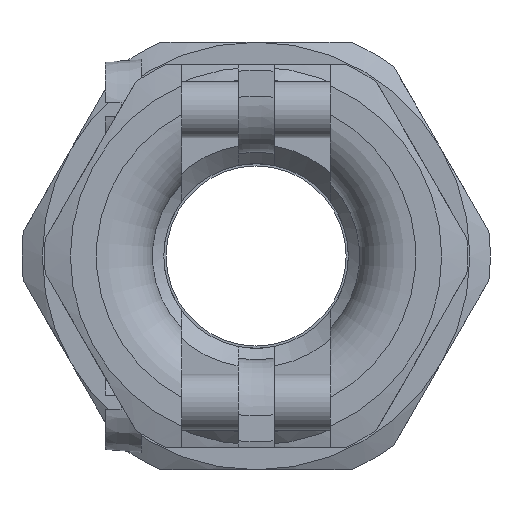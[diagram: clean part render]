
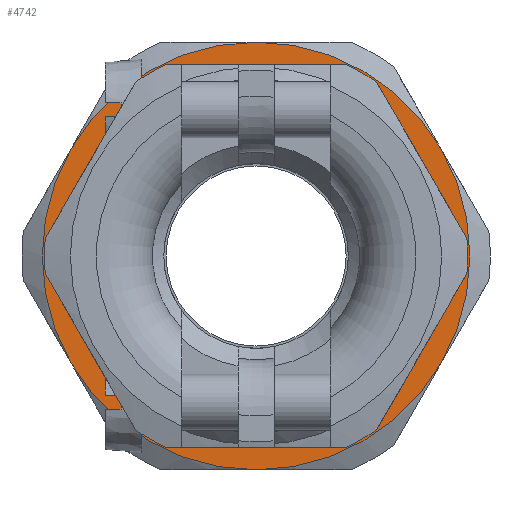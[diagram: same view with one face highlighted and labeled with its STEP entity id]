
A CAD part, left-side view. The second image highlights one B-rep face of the part: STEP entity #4742.
In plain terms, the highlighted planar face has unit normal (-1, 0, 0).
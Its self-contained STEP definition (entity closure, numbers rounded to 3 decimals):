
#831=PLANE('',#5117);
#987=FACE_BOUND('',#1399,.T.);
#1089=FACE_OUTER_BOUND('',#1398,.T.);
#1398=EDGE_LOOP('',(#3336,#3337,#3338,#3339,#3340,#3341));
#1399=EDGE_LOOP('',(#3342));
#1734=CIRCLE('',#5066,7.6);
#1742=CIRCLE('',#5083,9.5);
#1744=CIRCLE('',#5086,9.5);
#1746=CIRCLE('',#5089,9.5);
#1748=CIRCLE('',#5092,9.5);
#1750=CIRCLE('',#5095,9.5);
#1753=CIRCLE('',#5104,9.5);
#2027=VERTEX_POINT('',#7194);
#2029=VERTEX_POINT('',#7199);
#2034=VERTEX_POINT('',#7216);
#2039=VERTEX_POINT('',#7233);
#2044=VERTEX_POINT('',#7250);
#2049=VERTEX_POINT('',#7267);
#2054=VERTEX_POINT('',#7284);
#2517=EDGE_CURVE('',#2027,#2027,#1734,.T.);
#2555=EDGE_CURVE('',#2049,#2054,#1742,.T.);
#2557=EDGE_CURVE('',#2044,#2049,#1744,.T.);
#2559=EDGE_CURVE('',#2039,#2044,#1746,.T.);
#2561=EDGE_CURVE('',#2034,#2039,#1748,.T.);
#2563=EDGE_CURVE('',#2029,#2034,#1750,.T.);
#2566=EDGE_CURVE('',#2054,#2029,#1753,.T.);
#3336=ORIENTED_EDGE('',*,*,#2559,.F.);
#3337=ORIENTED_EDGE('',*,*,#2561,.F.);
#3338=ORIENTED_EDGE('',*,*,#2563,.F.);
#3339=ORIENTED_EDGE('',*,*,#2566,.F.);
#3340=ORIENTED_EDGE('',*,*,#2555,.F.);
#3341=ORIENTED_EDGE('',*,*,#2557,.F.);
#3342=ORIENTED_EDGE('',*,*,#2517,.T.);
#4742=ADVANCED_FACE('',(#1089,#987),#831,.T.);
#5066=AXIS2_PLACEMENT_3D('',#7195,#5694,#5695);
#5083=AXIS2_PLACEMENT_3D('',#7309,#5740,#5741);
#5086=AXIS2_PLACEMENT_3D('',#7312,#5746,#5747);
#5089=AXIS2_PLACEMENT_3D('',#7315,#5752,#5753);
#5092=AXIS2_PLACEMENT_3D('',#7318,#5758,#5759);
#5095=AXIS2_PLACEMENT_3D('',#7321,#5764,#5765);
#5104=AXIS2_PLACEMENT_3D('',#7330,#5782,#5783);
#5117=AXIS2_PLACEMENT_3D('',#7348,#5808,#5809);
#5694=DIRECTION('center_axis',(1.,0.,0.));
#5695=DIRECTION('ref_axis',(0.,1.,0.));
#5740=DIRECTION('center_axis',(1.,0.,0.));
#5741=DIRECTION('ref_axis',(0.,0.,-1.));
#5746=DIRECTION('center_axis',(1.,0.,0.));
#5747=DIRECTION('ref_axis',(0.,0.,-1.));
#5752=DIRECTION('center_axis',(1.,0.,0.));
#5753=DIRECTION('ref_axis',(0.,0.,-1.));
#5758=DIRECTION('center_axis',(1.,0.,0.));
#5759=DIRECTION('ref_axis',(0.,0.,-1.));
#5764=DIRECTION('center_axis',(1.,0.,0.));
#5765=DIRECTION('ref_axis',(0.,0.,-1.));
#5782=DIRECTION('center_axis',(1.,0.,0.));
#5783=DIRECTION('ref_axis',(0.,0.,-1.));
#5808=DIRECTION('center_axis',(-1.,0.,0.));
#5809=DIRECTION('ref_axis',(0.,0.,1.));
#7194=CARTESIAN_POINT('',(-9.2,7.6,0.));
#7195=CARTESIAN_POINT('Origin',(-9.2,0.,0.));
#7199=CARTESIAN_POINT('',(-9.2,-8.227,-4.75));
#7216=CARTESIAN_POINT('',(-9.2,0.,-9.5));
#7233=CARTESIAN_POINT('',(-9.2,8.227,-4.75));
#7250=CARTESIAN_POINT('',(-9.2,8.227,4.75));
#7267=CARTESIAN_POINT('',(-9.2,0.,9.5));
#7284=CARTESIAN_POINT('',(-9.2,-8.227,4.75));
#7309=CARTESIAN_POINT('Origin',(-9.2,0.,0.));
#7312=CARTESIAN_POINT('Origin',(-9.2,0.,0.));
#7315=CARTESIAN_POINT('Origin',(-9.2,0.,0.));
#7318=CARTESIAN_POINT('Origin',(-9.2,0.,0.));
#7321=CARTESIAN_POINT('Origin',(-9.2,0.,0.));
#7330=CARTESIAN_POINT('Origin',(-9.2,0.,0.));
#7348=CARTESIAN_POINT('Origin',(-9.2,9.5,0.));
